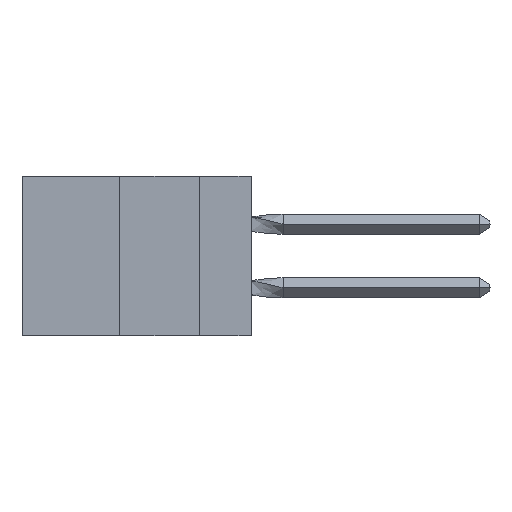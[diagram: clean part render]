
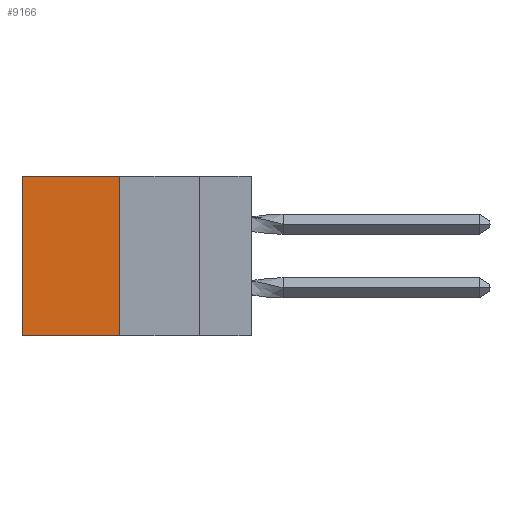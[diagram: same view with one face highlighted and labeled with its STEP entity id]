
A CAD part, left-side view. The second image highlights one B-rep face of the part: STEP entity #9166.
In plain terms, the highlighted planar face has unit normal (-1, 0, 0).
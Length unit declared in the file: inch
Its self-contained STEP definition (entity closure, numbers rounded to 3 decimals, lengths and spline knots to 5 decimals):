
#336 = CARTESIAN_POINT ( 'NONE',  ( 0.305, 0.72, 0. ) ) ;
#450 = DIRECTION ( 'NONE',  ( 0., 0., -1. ) ) ;
#992 = DIRECTION ( 'NONE',  ( 0., 1., 0. ) ) ;
#1141 = DIRECTION ( 'NONE',  ( 0., 0., -1. ) ) ;
#1259 = VERTEX_POINT ( 'NONE', #336 ) ;
#1845 = EDGE_CURVE ( 'NONE', #8933, #3373, #7428, .T. ) ;
#2146 = LINE ( 'NONE', #11252, #8314 ) ;
#2422 = ORIENTED_EDGE ( 'NONE', *, *, #1845, .F. ) ;
#2875 = LINE ( 'NONE', #4189, #3332 ) ;
#3274 = EDGE_CURVE ( 'NONE', #8933, #1259, #12622, .T. ) ;
#3332 = VECTOR ( 'NONE', #5234, 39.37008 ) ;
#3357 = CARTESIAN_POINT ( 'NONE',  ( 0.305, 0.72, -0.5 ) ) ;
#3373 = VERTEX_POINT ( 'NONE', #10071 ) ;
#3404 = VECTOR ( 'NONE', #992, 39.37008 ) ;
#3992 = ORIENTED_EDGE ( 'NONE', *, *, #4399, .T. ) ;
#4189 = CARTESIAN_POINT ( 'NONE',  ( 0.305, 0.413, -0.5 ) ) ;
#4307 = CARTESIAN_POINT ( 'NONE',  ( 0.305, 0.413, -0.5 ) ) ;
#4399 = EDGE_CURVE ( 'NONE', #1259, #11022, #2146, .T. ) ;
#4908 = FACE_OUTER_BOUND ( 'NONE', #11768, .T. ) ;
#5090 = DIRECTION ( 'NONE',  ( 1., 0., 0. ) ) ;
#5234 = DIRECTION ( 'NONE',  ( 0., 1., 0. ) ) ;
#5458 = VECTOR ( 'NONE', #450, 39.37008 ) ;
#6207 = ORIENTED_EDGE ( 'NONE', *, *, #10143, .F. ) ;
#7017 = PLANE ( 'NONE',  #9715 ) ;
#7428 = LINE ( 'NONE', #4307, #5458 ) ;
#8314 = VECTOR ( 'NONE', #9282, 39.37008 ) ;
#8933 = VERTEX_POINT ( 'NONE', #10398 ) ;
#9110 = ORIENTED_EDGE ( 'NONE', *, *, #3274, .T. ) ;
#9166 = ADVANCED_FACE ( 'NONE', ( #4908 ), #7017, .F. ) ;
#9282 = DIRECTION ( 'NONE',  ( 0., 0., -1. ) ) ;
#9715 = AXIS2_PLACEMENT_3D ( 'NONE', #12034, #5090, #1141 ) ;
#10071 = CARTESIAN_POINT ( 'NONE',  ( 0.305, 0.413, -0.5 ) ) ;
#10143 = EDGE_CURVE ( 'NONE', #3373, #11022, #2875, .T. ) ;
#10398 = CARTESIAN_POINT ( 'NONE',  ( 0.305, 0.413, 0. ) ) ;
#10801 = CARTESIAN_POINT ( 'NONE',  ( 0.305, 0.413, 0. ) ) ;
#11022 = VERTEX_POINT ( 'NONE', #3357 ) ;
#11252 = CARTESIAN_POINT ( 'NONE',  ( 0.305, 0.72, -0.5 ) ) ;
#11768 = EDGE_LOOP ( 'NONE', ( #3992, #6207, #2422, #9110 ) ) ;
#12034 = CARTESIAN_POINT ( 'NONE',  ( 0.305, 0.413, -0.5 ) ) ;
#12622 = LINE ( 'NONE', #10801, #3404 ) ;
